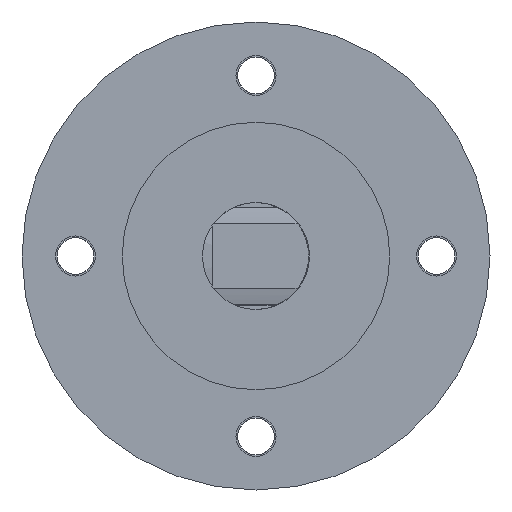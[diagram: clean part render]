
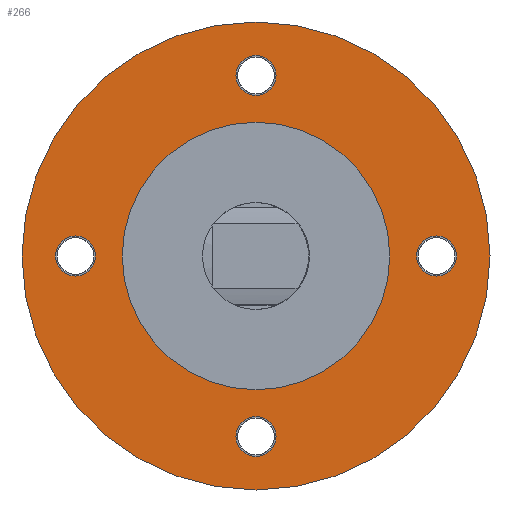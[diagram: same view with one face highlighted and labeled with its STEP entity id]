
A CAD part, left-side view. The second image highlights one B-rep face of the part: STEP entity #266.
In plain terms, the highlighted planar face has unit normal (-1, 0, 0).
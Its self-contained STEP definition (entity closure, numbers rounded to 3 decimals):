
#266=ADVANCED_FACE('NONE',(#761,#762,#763,#764,#765,#766),#767,.T.);
#761=FACE_OUTER_BOUND('',#1512,.T.);
#762=FACE_BOUND('',#1513,.T.);
#763=FACE_BOUND('',#1514,.T.);
#764=FACE_BOUND('',#1515,.T.);
#765=FACE_BOUND('',#1516,.T.);
#766=FACE_BOUND('',#1517,.T.);
#767=PLANE('',#1518);
#1512=EDGE_LOOP('',(#4243,#4244));
#1513=EDGE_LOOP('',(#4245,#4246));
#1514=EDGE_LOOP('',(#4247,#4248));
#1515=EDGE_LOOP('',(#4249,#4250));
#1516=EDGE_LOOP('',(#4251,#4252));
#1517=EDGE_LOOP('',(#4253,#4254));
#1518=AXIS2_PLACEMENT_3D('',#4255,#4256,#4257);
#4243=ORIENTED_EDGE('',*,*,#6244,.T.);
#4244=ORIENTED_EDGE('',*,*,#6245,.T.);
#4245=ORIENTED_EDGE('',*,*,#6246,.T.);
#4246=ORIENTED_EDGE('',*,*,#6247,.T.);
#4247=ORIENTED_EDGE('',*,*,#6248,.T.);
#4248=ORIENTED_EDGE('',*,*,#6249,.T.);
#4249=ORIENTED_EDGE('',*,*,#6250,.T.);
#4250=ORIENTED_EDGE('',*,*,#6251,.T.);
#4251=ORIENTED_EDGE('',*,*,#6252,.T.);
#4252=ORIENTED_EDGE('',*,*,#6253,.T.);
#4253=ORIENTED_EDGE('',*,*,#6254,.T.);
#4254=ORIENTED_EDGE('',*,*,#6255,.T.);
#4255=CARTESIAN_POINT('',(0.0,35.0,35.));
#4256=DIRECTION('',(-1.0,0.0,0.));
#4257=DIRECTION('',(0.0,1.0,0.0));
#6244=EDGE_CURVE('NONE',#7114,#7115,#7116,.T.);
#6245=EDGE_CURVE('NONE',#7115,#7114,#7117,.T.);
#6246=EDGE_CURVE('NONE',#7118,#7119,#7120,.T.);
#6247=EDGE_CURVE('NONE',#7119,#7118,#7121,.T.);
#6248=EDGE_CURVE('NONE',#7122,#7123,#7124,.T.);
#6249=EDGE_CURVE('NONE',#7123,#7122,#7125,.T.);
#6250=EDGE_CURVE('NONE',#7126,#7127,#7128,.T.);
#6251=EDGE_CURVE('NONE',#7127,#7126,#7129,.T.);
#6252=EDGE_CURVE('NONE',#7130,#7131,#7132,.T.);
#6253=EDGE_CURVE('NONE',#7131,#7130,#7133,.T.);
#6254=EDGE_CURVE('NONE',#7134,#7135,#7136,.T.);
#6255=EDGE_CURVE('NONE',#7135,#7134,#7137,.T.);
#7114=VERTEX_POINT('NONE',#8662);
#7115=VERTEX_POINT('NONE',#8663);
#7116=CIRCLE('',#8664,35.0);
#7117=CIRCLE('',#8665,35.0);
#7118=VERTEX_POINT('NONE',#8666);
#7119=VERTEX_POINT('NONE',#8667);
#7120=CIRCLE('',#8668,20.0);
#7121=CIRCLE('',#8669,20.0);
#7122=VERTEX_POINT('NONE',#8670);
#7123=VERTEX_POINT('NONE',#8671);
#7124=CIRCLE('',#8672,3.0);
#7125=CIRCLE('',#8673,3.0);
#7126=VERTEX_POINT('NONE',#8674);
#7127=VERTEX_POINT('NONE',#8675);
#7128=CIRCLE('',#8676,3.0);
#7129=CIRCLE('',#8677,3.0);
#7130=VERTEX_POINT('NONE',#8678);
#7131=VERTEX_POINT('NONE',#8679);
#7132=CIRCLE('',#8680,3.0);
#7133=CIRCLE('',#8681,3.0);
#7134=VERTEX_POINT('NONE',#8682);
#7135=VERTEX_POINT('NONE',#8683);
#7136=CIRCLE('',#8684,3.0);
#7137=CIRCLE('',#8685,3.0);
#8662=CARTESIAN_POINT('',(0.0,35.0,0.0));
#8663=CARTESIAN_POINT('',(0.0,35.0,70.0));
#8664=AXIS2_PLACEMENT_3D('',#12975,#12976,#12977);
#8665=AXIS2_PLACEMENT_3D('',#12978,#12979,#12980);
#8666=CARTESIAN_POINT('',(0.0,35.0,15.));
#8667=CARTESIAN_POINT('',(0.0,35.0,55.));
#8668=AXIS2_PLACEMENT_3D('',#12981,#12982,#12983);
#8669=AXIS2_PLACEMENT_3D('',#12984,#12985,#12986);
#8670=CARTESIAN_POINT('',(0.0,8.0,32.));
#8671=CARTESIAN_POINT('',(0.0,8.0,38.));
#8672=AXIS2_PLACEMENT_3D('',#12987,#12988,#12989);
#8673=AXIS2_PLACEMENT_3D('',#12990,#12991,#12992);
#8674=CARTESIAN_POINT('',(0.0,62.0,32.));
#8675=CARTESIAN_POINT('',(0.0,62.0,38.));
#8676=AXIS2_PLACEMENT_3D('',#12993,#12994,#12995);
#8677=AXIS2_PLACEMENT_3D('',#12996,#12997,#12998);
#8678=CARTESIAN_POINT('',(0.0,35.0,5.0));
#8679=CARTESIAN_POINT('',(0.0,35.0,11.));
#8680=AXIS2_PLACEMENT_3D('',#12999,#13000,#13001);
#8681=AXIS2_PLACEMENT_3D('',#13002,#13003,#13004);
#8682=CARTESIAN_POINT('',(0.0,35.0,59.));
#8683=CARTESIAN_POINT('',(0.0,35.0,65.0));
#8684=AXIS2_PLACEMENT_3D('',#13005,#13006,#13007);
#8685=AXIS2_PLACEMENT_3D('',#13008,#13009,#13010);
#12975=CARTESIAN_POINT('',(0.0,35.0,35.));
#12976=DIRECTION('',(-1.0,0.0,0.));
#12977=DIRECTION('',(0.,0.0,-1.0));
#12978=CARTESIAN_POINT('',(0.0,35.0,35.));
#12979=DIRECTION('',(-1.0,0.0,0.));
#12980=DIRECTION('',(0.,0.0,-1.0));
#12981=CARTESIAN_POINT('',(0.0,35.0,35.));
#12982=DIRECTION('',(1.0,0.0,0.));
#12983=DIRECTION('',(0.,0.0,-1.0));
#12984=CARTESIAN_POINT('',(0.0,35.0,35.));
#12985=DIRECTION('',(1.0,0.0,0.));
#12986=DIRECTION('',(0.,0.0,-1.0));
#12987=CARTESIAN_POINT('',(0.0,8.0,35.));
#12988=DIRECTION('',(1.0,0.0,0.));
#12989=DIRECTION('',(0.,0.0,-1.0));
#12990=CARTESIAN_POINT('',(0.0,8.0,35.));
#12991=DIRECTION('',(1.0,0.0,0.));
#12992=DIRECTION('',(0.,0.0,-1.0));
#12993=CARTESIAN_POINT('',(0.0,62.0,35.));
#12994=DIRECTION('',(1.0,0.0,0.));
#12995=DIRECTION('',(0.,0.0,-1.0));
#12996=CARTESIAN_POINT('',(0.0,62.0,35.));
#12997=DIRECTION('',(1.0,0.0,0.));
#12998=DIRECTION('',(0.,0.0,-1.0));
#12999=CARTESIAN_POINT('',(0.0,35.0,8.0));
#13000=DIRECTION('',(1.0,0.0,0.));
#13001=DIRECTION('',(0.,0.0,-1.0));
#13002=CARTESIAN_POINT('',(0.0,35.0,8.0));
#13003=DIRECTION('',(1.0,0.0,0.));
#13004=DIRECTION('',(0.,0.0,-1.0));
#13005=CARTESIAN_POINT('',(0.0,35.0,62.0));
#13006=DIRECTION('',(1.0,0.0,0.));
#13007=DIRECTION('',(0.,0.0,-1.0));
#13008=CARTESIAN_POINT('',(0.0,35.0,62.0));
#13009=DIRECTION('',(1.0,0.0,0.));
#13010=DIRECTION('',(0.,0.0,-1.0));
